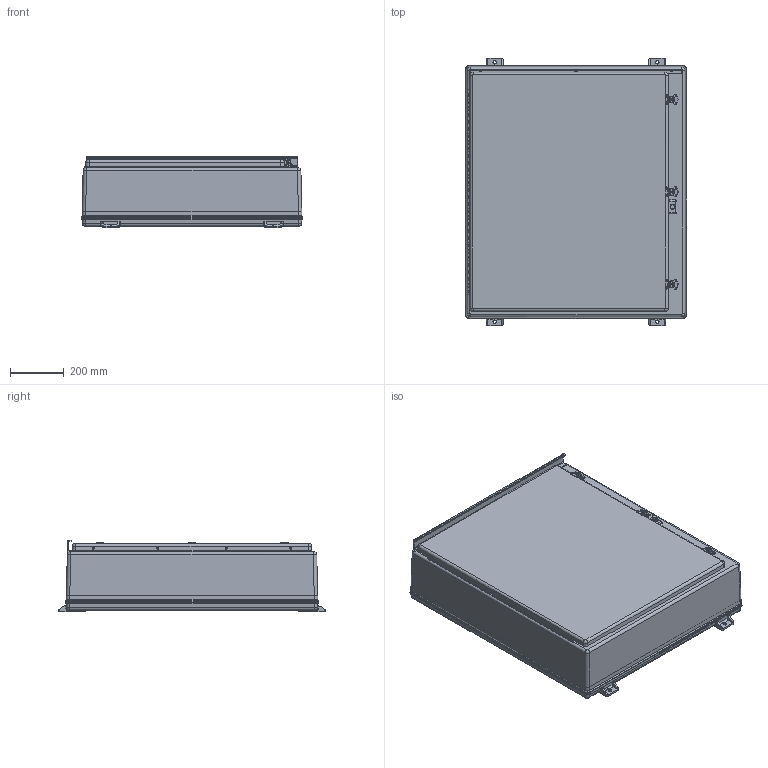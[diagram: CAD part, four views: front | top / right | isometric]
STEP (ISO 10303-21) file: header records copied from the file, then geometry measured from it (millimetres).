
FILE_DESCRIPTION (( 'STEP AP214' ), '1' );
FILE_NAME ('T36308RT.STEP', '2018-11-08T00:23:28', ( '' ), ( '' ), 'SwSTEP 2.0', 'SolidWorks 2018', '' );
FILE_SCHEMA (( 'AUTOMOTIVE_DESIGN' ));
Length unit declared in the file: inch
Products named in the file (1): T36308RT
Bounding box: 825.5 x 998.54 x 268.29 mm (x, y, z)
Volume: 13754181.2 mm3; surface area: 5442210.9 mm2
Topology: 49 solids, 49 shells, 1486 faces, 3658 edges, 2266 vertices
Faces by surface type: cylinder 594, plane 581, bspline 232, cone 40, torus 39
Full cylindrical faces by diameter (mm): 1.587 x12, 1.651 x11, 3.175 x61, 3.302 x51, 3.429 x6, 3.5 x6, 3.556 x12, 3.969 x6, 4.762 x6, 5.08 x6, 5.105 x1, 5.11 x1, 6.35 x1, 7.544 x11, 8.64 x2, 10.312 x1, 11 x2, 12.954 x2, 12.959 x2, 14.3 x4
Entity records: 73888 total; most frequent: CARTESIAN_POINT 20770, ORIENTED_EDGE 6642, DIRECTION 6534, EDGE_CURVE 3321, AXIS2_PLACEMENT_3D 2421, VERTEX_POINT 2231, EDGE_LOOP 2098, FACE_OUTER_BOUND 1738
